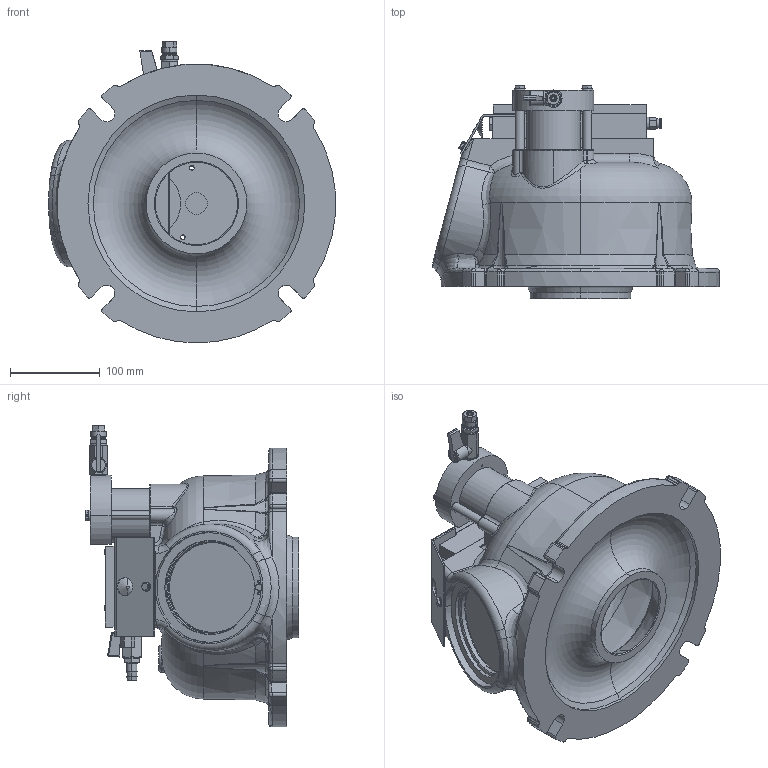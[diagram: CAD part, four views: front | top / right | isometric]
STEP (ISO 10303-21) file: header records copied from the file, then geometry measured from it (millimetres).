
FILE_DESCRIPTION (( 'STEP AP214' ), '1' );
FILE_NAME ('HPE-D_21100.STEP', '2013-08-09T06:33:25', ( 'Admin2' ), ( '' ), 'SwSTEP 2.0', 'SolidWorks 2010', '' );
FILE_SCHEMA (( 'AUTOMOTIVE_DESIGN' ));
Length unit declared in the file: millimetre
Products named in the file (1): HPE-D_21100
Bounding box: 318.77 x 237.1 x 335.5 mm (x, y, z)
Surface area: 478154.2 mm2 (no closed solid volume)
Topology: 0 solids, 58 shells, 790 faces, 2322 edges, 1536 vertices
Faces by surface type: plane 276, cylinder 210, bspline 116, cone 105, torus 77, sphere 6
Entity records: 44334 total; most frequent: CARTESIAN_POINT 15941, DIRECTION 3951, ORIENTED_EDGE 3867, EDGE_CURVE 2298, AXIS2_PLACEMENT_3D 1539, VERTEX_POINT 1536, EDGE_LOOP 898, LINE 873
